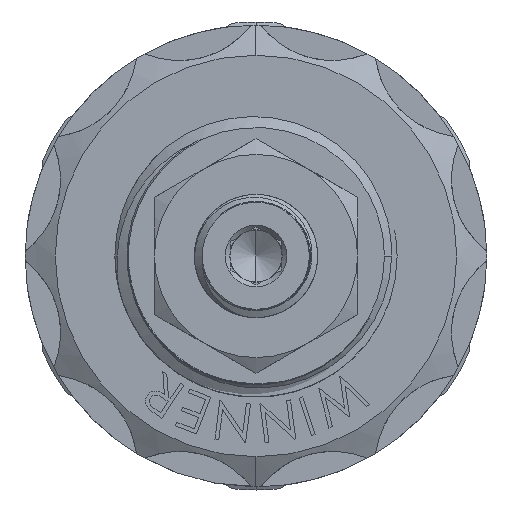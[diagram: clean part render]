
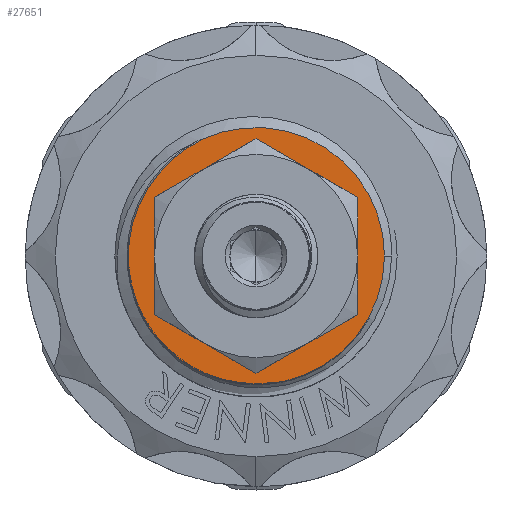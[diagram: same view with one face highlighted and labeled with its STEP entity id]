
A CAD part, left-side view. The second image highlights one B-rep face of the part: STEP entity #27651.
In plain terms, the highlighted planar face has unit normal (-1, 0, 0).
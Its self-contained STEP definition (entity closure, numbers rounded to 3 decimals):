
#1832 = CARTESIAN_POINT ( 'NONE',  ( -75., 8.113, 0.047 ) ) ;
#1838 = VERTEX_POINT ( 'NONE', #28198 ) ;
#2101 = CARTESIAN_POINT ( 'NONE',  ( -75., 5.738, 5.689 ) ) ;
#2359 = CARTESIAN_POINT ( 'NONE',  ( -75., 7.987, 1.287 ) ) ;
#2582 = CARTESIAN_POINT ( 'NONE',  ( -75., -8.125, 0. ) ) ;
#3023 = CARTESIAN_POINT ( 'NONE',  ( -75., 0., 0. ) ) ;
#3365 = EDGE_CURVE ( 'NONE', #71574, #1838, #24431, .T. ) ;
#4686 = DIRECTION ( 'NONE',  ( -1., 0., 0. ) ) ;
#5441 = DIRECTION ( 'NONE',  ( 1., 0., 0. ) ) ;
#8033 = DIRECTION ( 'NONE',  ( 0., 1., 0. ) ) ;
#8051 = CARTESIAN_POINT ( 'NONE',  ( -75., 5.129, 6.255 ) ) ;
#9240 = DIRECTION ( 'NONE',  ( -1., 0., 0. ) ) ;
#10689 = CIRCLE ( 'NONE', #32293, 8.125 ) ;
#13752 = CARTESIAN_POINT ( 'NONE',  ( -75., 7.678, 2.506 ) ) ;
#13799 = EDGE_CURVE ( 'NONE', #51157, #68413, #45541, .T. ) ;
#14014 = CARTESIAN_POINT ( 'NONE',  ( -75., 4.113, 6.992 ) ) ;
#15089 = CIRCLE ( 'NONE', #59429, 4.55 ) ;
#17769 = ORIENTED_EDGE ( 'NONE', *, *, #20268, .F. ) ;
#19706 = CARTESIAN_POINT ( 'NONE',  ( -75., 7.374, 3.283 ) ) ;
#20268 = EDGE_CURVE ( 'NONE', #1838, #71574, #15089, .T. ) ;
#20448 = ORIENTED_EDGE ( 'NONE', *, *, #13799, .F. ) ;
#24431 = CIRCLE ( 'NONE', #70880, 4.55 ) ;
#24994 = FACE_OUTER_BOUND ( 'NONE', #67728, .T. ) ;
#25637 = DIRECTION ( 'NONE',  ( -1., 0., 0. ) ) ;
#25654 = CARTESIAN_POINT ( 'NONE',  ( -75., 6.021, 5.384 ) ) ;
#25903 = CARTESIAN_POINT ( 'NONE',  ( -75., 3.374, 7.392 ) ) ;
#27651 = ADVANCED_FACE ( 'NONE', ( #71226, #24994 ), #40659, .F. ) ;
#28198 = CARTESIAN_POINT ( 'NONE',  ( -75., -4.55, 0. ) ) ;
#31588 = CARTESIAN_POINT ( 'NONE',  ( -75., 8.049, 0.877 ) ) ;
#31852 = CARTESIAN_POINT ( 'NONE',  ( -75., 6.78, 4.378 ) ) ;
#32293 = AXIS2_PLACEMENT_3D ( 'NONE', #52052, #4686, #74799 ) ;
#33583 = EDGE_LOOP ( 'NONE', ( #64011, #17769 ) ) ;
#34893 = CARTESIAN_POINT ( 'NONE',  ( -75., 4.55, 0. ) ) ;
#37266 = CARTESIAN_POINT ( 'NONE',  ( -75., 0., 0. ) ) ;
#40659 = PLANE ( 'NONE',  #49736 ) ;
#42998 = CARTESIAN_POINT ( 'NONE',  ( -75., 8.114, -0.374 ) ) ;
#43589 = ORIENTED_EDGE ( 'NONE', *, *, #51812, .T. ) ;
#45258 = AXIS2_PLACEMENT_3D ( 'NONE', #53650, #59329, #76622 ) ;
#45541 = B_SPLINE_CURVE_WITH_KNOTS ( 'NONE', 3,
 ( #61346, #42998, #1832, #31588, #2359, #72967, #13752, #19706, #49735, #31852, #61083, #25654, #2101, #8051, #49478, #14014, #55411, #25903 ),
 .UNSPECIFIED., .F., .F.,
 ( 4, 2, 2, 2, 2, 2, 2, 2, 4 ),
 ( 0.001, 0.002, 0.003, 0.005, 0.006, 0.007, 0.008, 0.01, 0.011 ),
 .UNSPECIFIED. ) ;
#49478 = CARTESIAN_POINT ( 'NONE',  ( -75., 4.804, 6.516 ) ) ;
#49735 = CARTESIAN_POINT ( 'NONE',  ( -75., 7.194, 3.658 ) ) ;
#49736 = AXIS2_PLACEMENT_3D ( 'NONE', #76809, #5441, #58258 ) ;
#49979 = EDGE_CURVE ( 'NONE', #60385, #68413, #67986, .T. ) ;
#51157 = VERTEX_POINT ( 'NONE', #68336 ) ;
#51812 = EDGE_CURVE ( 'NONE', #51157, #60385, #10689, .T. ) ;
#52052 = CARTESIAN_POINT ( 'NONE',  ( -75., 0., 0. ) ) ;
#53650 = CARTESIAN_POINT ( 'NONE',  ( -75., 0., 0. ) ) ;
#55411 = CARTESIAN_POINT ( 'NONE',  ( -75., 3.749, 7.205 ) ) ;
#57533 = ORIENTED_EDGE ( 'NONE', *, *, #49979, .T. ) ;
#58258 = DIRECTION ( 'NONE',  ( 0., -1., 0. ) ) ;
#59329 = DIRECTION ( 'NONE',  ( -1., 0., 0. ) ) ;
#59429 = AXIS2_PLACEMENT_3D ( 'NONE', #3023, #9240, #63044 ) ;
#60385 = VERTEX_POINT ( 'NONE', #2582 ) ;
#61083 = CARTESIAN_POINT ( 'NONE',  ( -75., 6.545, 4.725 ) ) ;
#61346 = CARTESIAN_POINT ( 'NONE',  ( -75., 8.086, -0.794 ) ) ;
#63044 = DIRECTION ( 'NONE',  ( 0., 1., 0. ) ) ;
#64011 = ORIENTED_EDGE ( 'NONE', *, *, #3365, .F. ) ;
#67728 = EDGE_LOOP ( 'NONE', ( #20448, #43589, #57533 ) ) ;
#67986 = CIRCLE ( 'NONE', #45258, 8.125 ) ;
#68336 = CARTESIAN_POINT ( 'NONE',  ( -75., 8.086, -0.794 ) ) ;
#68413 = VERTEX_POINT ( 'NONE', #70876 ) ;
#70876 = CARTESIAN_POINT ( 'NONE',  ( -75., 3.374, 7.392 ) ) ;
#70880 = AXIS2_PLACEMENT_3D ( 'NONE', #37266, #25637, #8033 ) ;
#71226 = FACE_BOUND ( 'NONE', #33583, .T. ) ;
#71574 = VERTEX_POINT ( 'NONE', #34893 ) ;
#72967 = CARTESIAN_POINT ( 'NONE',  ( -75., 7.803, 2.1 ) ) ;
#74799 = DIRECTION ( 'NONE',  ( 0., 1., 0. ) ) ;
#76622 = DIRECTION ( 'NONE',  ( 0., 1., 0. ) ) ;
#76809 = CARTESIAN_POINT ( 'NONE',  ( -75., 0., -10.2 ) ) ;
